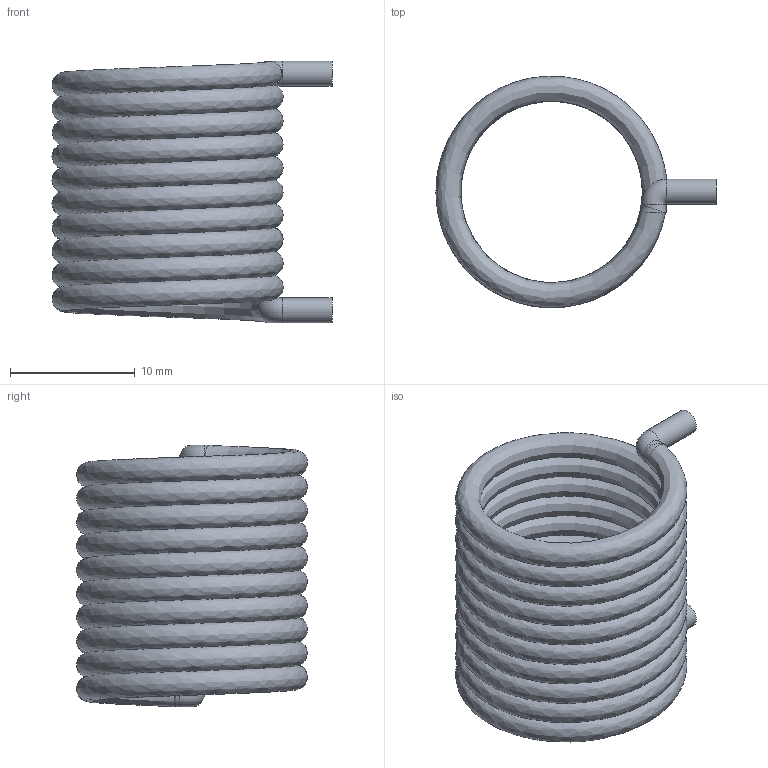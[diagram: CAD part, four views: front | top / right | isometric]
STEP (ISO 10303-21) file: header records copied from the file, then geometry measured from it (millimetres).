
FILE_DESCRIPTION(('FreeCAD Model'),'2;1');
FILE_NAME('Open CASCADE Shape Model','2022-09-24T09:43:30',(''),(''), 'Open CASCADE STEP processor 7.5','FreeCAD','Unknown');
FILE_SCHEMA(('AUTOMOTIVE_DESIGN { 1 0 10303 214 1 1 1 1 }'));
Length unit declared in the file: millimetre
Products named in the file (8): L_1uH_D0_645in_L0_75in_10T; Sweep; Extrude; Sweep001; Extrude001; Extrude002; Extrude003; Sweep002 (Mirror #1)
Assembly tree (7 placements, depth 2):
  L_1uH_D0_645in_L0_75in_10T
    Sweep
    Extrude
    Sweep001
    Extrude001
    Extrude002
    Extrude003
    Sweep002 (Mirror #1)
Bounding box: 22.49 x 18.58 x 21 mm (x, y, z)
Volume: 1636.8 mm3; surface area: 3347.8 mm2
Topology: 5 solids, 7 shells, 17 faces, 21 edges, 14 vertices
Faces by surface type: plane 10, cylinder 4, torus 2, bspline 1
Full cylindrical faces by diameter (mm): 2 x4
Entity records: 1841 total; most frequent: CARTESIAN_POINT 1162, DIRECTION 114, AXIS2_PLACEMENT_3D 38, ORIENTED_EDGE 38, PCURVE 38, DEFINITIONAL_REPRESENTATION 38, LINE 30, VECTOR 30
